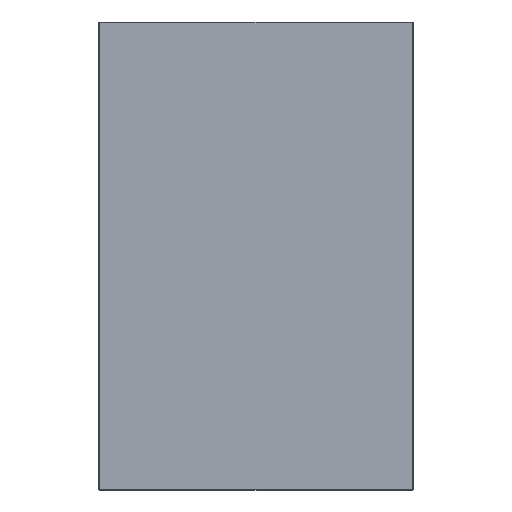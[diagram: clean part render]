
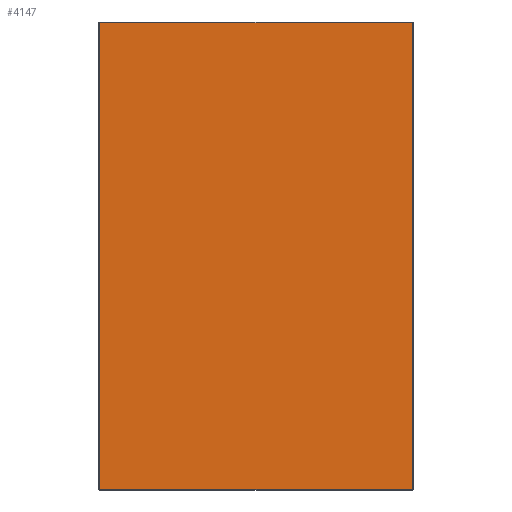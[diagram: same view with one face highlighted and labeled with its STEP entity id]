
A CAD part, top view. The second image highlights one B-rep face of the part: STEP entity #4147.
In plain terms, the highlighted planar face has unit normal (0, 0, 1).
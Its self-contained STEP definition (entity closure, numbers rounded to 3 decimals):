
#155 = CARTESIAN_POINT ( 'NONE',  ( -250.5, 373.939, 0. ) ) ;
#306 = VERTEX_POINT ( 'NONE', #155 ) ;
#356 = ORIENTED_EDGE ( 'NONE', *, *, #1463, .T. ) ;
#442 = ORIENTED_EDGE ( 'NONE', *, *, #2691, .F. ) ;
#631 = LINE ( 'NONE', #3391, #2302 ) ;
#649 = CARTESIAN_POINT ( 'NONE',  ( 250.5, -373.939, 0. ) ) ;
#782 = VECTOR ( 'NONE', #2012, 1000. ) ;
#805 = DIRECTION ( 'NONE',  ( 1., 0., 0. ) ) ;
#876 = EDGE_CURVE ( 'NONE', #306, #1886, #1005, .T. ) ;
#1005 = LINE ( 'NONE', #1153, #4114 ) ;
#1051 = ORIENTED_EDGE ( 'NONE', *, *, #2737, .F. ) ;
#1153 = CARTESIAN_POINT ( 'NONE',  ( -254.405, 373.939, 0. ) ) ;
#1316 = DIRECTION ( 'NONE',  ( 0., -1., 0. ) ) ;
#1463 = EDGE_CURVE ( 'NONE', #2149, #2101, #631, .T. ) ;
#1655 = CARTESIAN_POINT ( 'NONE',  ( -250.5, -373.939, 0. ) ) ;
#1757 = DIRECTION ( 'NONE',  ( 0., 0., 1. ) ) ;
#1886 = VERTEX_POINT ( 'NONE', #2063 ) ;
#1997 = CARTESIAN_POINT ( 'NONE',  ( -250.5, -375., 0. ) ) ;
#2012 = DIRECTION ( 'NONE',  ( 0., 1., 0. ) ) ;
#2063 = CARTESIAN_POINT ( 'NONE',  ( 250.5, 373.939, 0. ) ) ;
#2101 = VERTEX_POINT ( 'NONE', #649 ) ;
#2149 = VERTEX_POINT ( 'NONE', #1655 ) ;
#2302 = VECTOR ( 'NONE', #3409, 1000. ) ;
#2447 = DIRECTION ( 'NONE',  ( 1., 0., 0. ) ) ;
#2456 = LINE ( 'NONE', #1997, #782 ) ;
#2507 = ORIENTED_EDGE ( 'NONE', *, *, #876, .F. ) ;
#2516 = VECTOR ( 'NONE', #1316, 1000. ) ;
#2691 = EDGE_CURVE ( 'NONE', #2149, #306, #2456, .T. ) ;
#2737 = EDGE_CURVE ( 'NONE', #1886, #2101, #3387, .T. ) ;
#2740 = AXIS2_PLACEMENT_3D ( 'NONE', #2767, #1757, #805 ) ;
#2767 = CARTESIAN_POINT ( 'NONE',  ( 0., 0., 0. ) ) ;
#2990 = EDGE_LOOP ( 'NONE', ( #356, #1051, #2507, #442 ) ) ;
#3387 = LINE ( 'NONE', #4065, #2516 ) ;
#3391 = CARTESIAN_POINT ( 'NONE',  ( -254.405, -373.939, 0. ) ) ;
#3409 = DIRECTION ( 'NONE',  ( 1., 0., 0. ) ) ;
#3420 = FACE_OUTER_BOUND ( 'NONE', #2990, .T. ) ;
#4065 = CARTESIAN_POINT ( 'NONE',  ( 250.5, 375., 0. ) ) ;
#4083 = PLANE ( 'NONE',  #2740 ) ;
#4114 = VECTOR ( 'NONE', #2447, 1000. ) ;
#4147 = ADVANCED_FACE ( 'NONE', ( #3420 ), #4083, .T. ) ;
